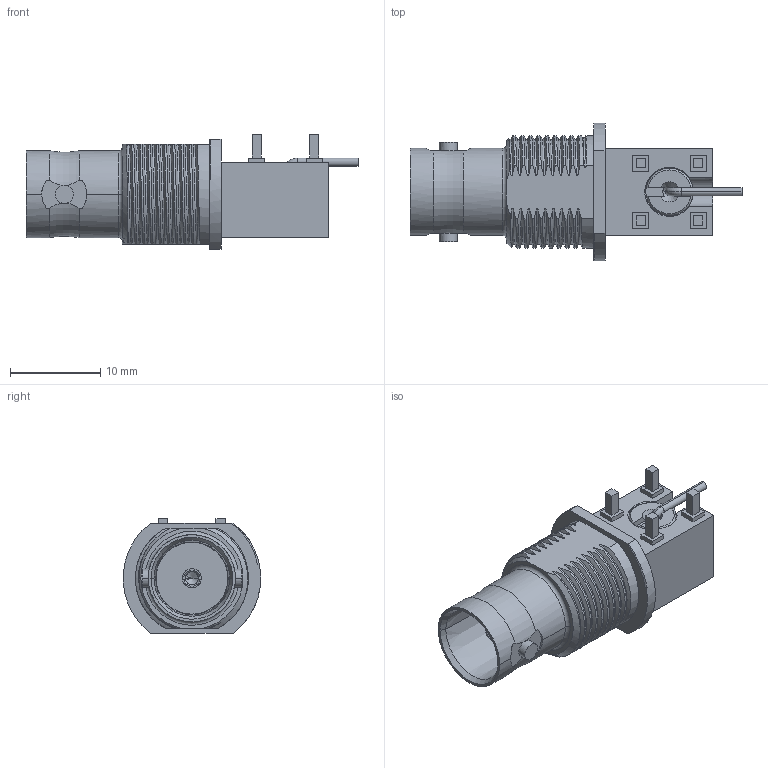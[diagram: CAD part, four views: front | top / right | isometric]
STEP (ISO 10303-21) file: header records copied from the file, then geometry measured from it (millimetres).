
FILE_DESCRIPTION((''),'2;1');
FILE_NAME('B6252C1-004-NT30G-75-_SW0002','2020-05-04T',('Madhan'),(''),'CREO PARAMETRIC BY PTC INC, 2018360','CREO PARAMETRIC BY PTC INC, 2018360','');
FILE_SCHEMA(('CONFIG_CONTROL_DESIGN'));
Length unit declared in the file: millimetre
Products named in the file (1): B6252C1-004-NT30G-75-_SW0002
Bounding box: 36.76 x 15.2 x 12.7 mm (x, y, z)
Volume: 2567.4 mm3; surface area: 1991.8 mm2
Topology: 1 solids, 1 shells, 223 faces, 608 edges, 398 vertices
Faces by surface type: plane 92, bspline 61, cylinder 44, cone 20, torus 6
Entity records: 13203 total; most frequent: CARTESIAN_POINT 8118, ORIENTED_EDGE 1212, DIRECTION 783, EDGE_CURVE 606, VERTEX_POINT 398, AXIS2_PLACEMENT_3D 267, B_SPLINE_CURVE_WITH_KNOTS 252, VECTOR 249
